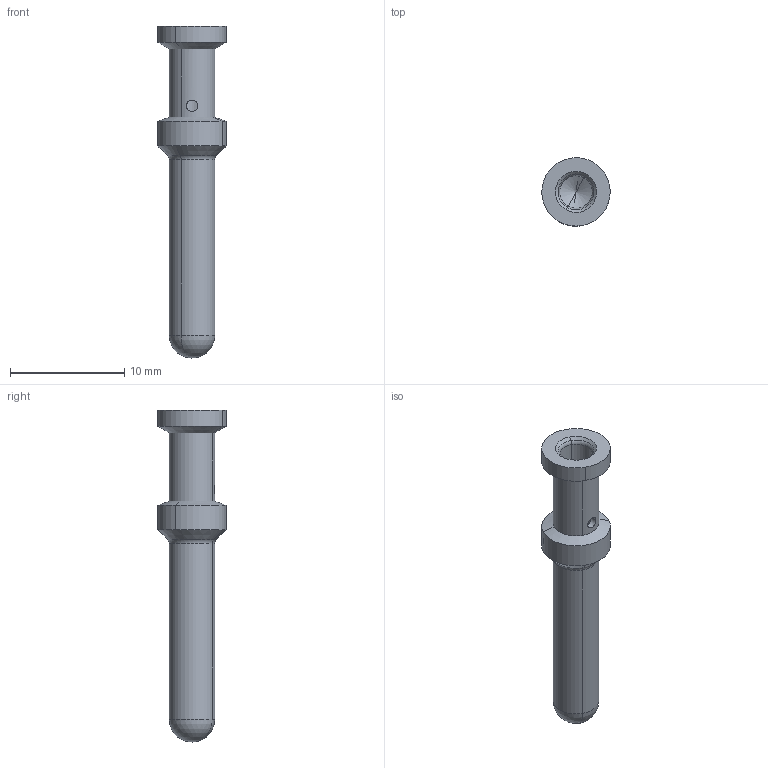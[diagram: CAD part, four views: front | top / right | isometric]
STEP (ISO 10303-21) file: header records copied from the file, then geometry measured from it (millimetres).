
FILE_DESCRIPTION(('CATIA V5 STEP','CAx-IF Rec.Pracs.--- Model Styling and Organization---1.2---2011-12-15'),'2;1');
FILE_NAME ('13188992_2', '2018-06-26T08:43:48+00:00', ('none'), ('Weidmueller'), 'CATIA Version 5-6 Release 2014 SP4 HF52', 'CATIA V5 STEP AP214', 'none');
FILE_SCHEMA(('AUTOMOTIVE_DESIGN { 1 0 10303 214 1 1 1 1 }'));
Length unit declared in the file: millimetre
Products named in the file (1): 1002930000
Bounding box: 6 x 6 x 29.1 mm (x, y, z)
Volume: 363.3 mm3; surface area: 534 mm2
Topology: 1 solids, 1 shells, 29 faces, 66 edges, 36 vertices
Faces by surface type: cylinder 12, cone 10, torus 4, sphere 2, plane 1
Entity records: 734 total; most frequent: CARTESIAN_POINT 152, ORIENTED_EDGE 124, DIRECTION 88, EDGE_CURVE 62, AXIS2_PLACEMENT_3D 52, CIRCLE 36, VERTEX_POINT 36, EDGE_LOOP 32
